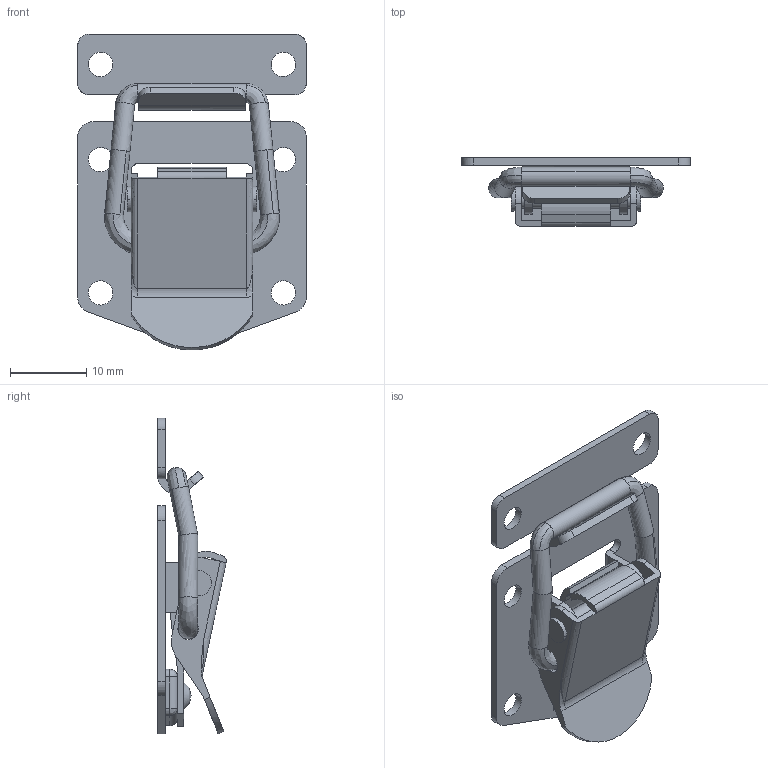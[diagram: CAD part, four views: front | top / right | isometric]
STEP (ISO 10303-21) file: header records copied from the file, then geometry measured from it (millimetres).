
FILE_DESCRIPTION((''),'2;1');
FILE_NAME('','2005-07-15T15:15:18',(''),(''),'','CADfix','');
FILE_SCHEMA(('AUTOMOTIVE_DESIGN'));
Length unit declared in the file: millimetre
Products named in the file (8): shaft; rivet; lever; leaf spring; keeper; base; arm; TL_217_2_26406_36
Assembly tree (7 placements, depth 2):
  TL_217_2_26406_36
    shaft
    rivet
    lever
    leaf spring
    keeper
    base
    arm
Bounding box: 30 x 9.02 x 41.5 mm (x, y, z)
Volume: 2050.2 mm3; surface area: 4692.7 mm2
Topology: 7 solids, 7 shells, 200 faces, 612 edges, 427 vertices
Faces by surface type: bspline 200
Entity records: 7879 total; most frequent: CARTESIAN_POINT 4359, ORIENTED_EDGE 1214, EDGE_CURVE 607, VERTEX_POINT 427, QUASI_UNIFORM_CURVE 273, EDGE_LOOP 234, FACE_OUTER_BOUND 200, ADVANCED_FACE 200
